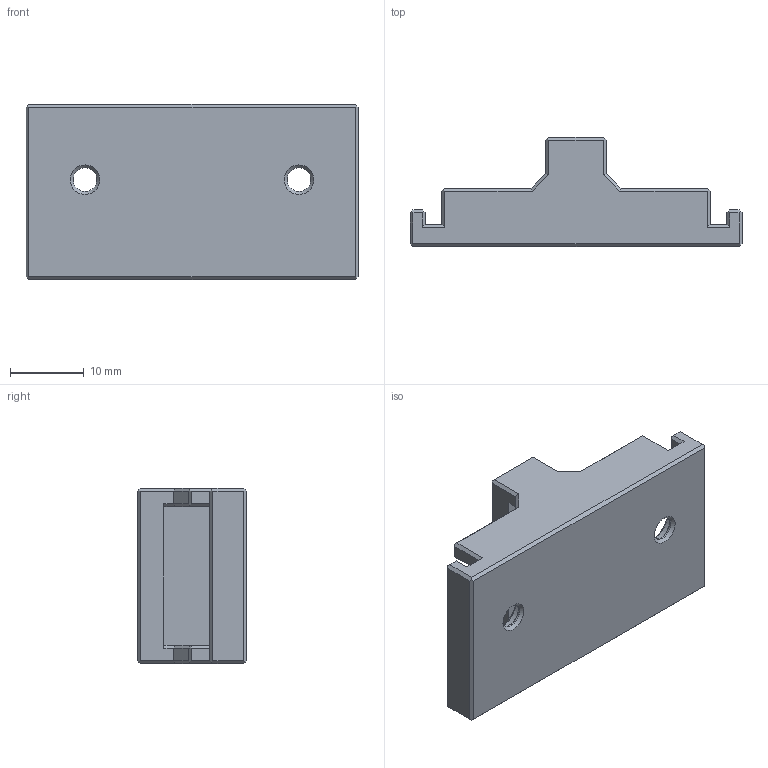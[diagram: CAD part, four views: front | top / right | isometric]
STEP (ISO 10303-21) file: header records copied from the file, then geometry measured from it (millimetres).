
FILE_DESCRIPTION(/* description */ (''),/* implementation_level */ '2;1');
FILE_NAME(/* name */ 'Wago 2x3.step',/* time_stamp */ '2025-04-11T07:12:23+02:00',/* author */ (''),/* organization */ (''),/* preprocessor_version */ 'ST-DEVELOPER v20.1',/* originating_system */ 'Autodesk Translation Framework v14.4.0.0',/* authorisation */ '');
FILE_SCHEMA (('AUTOMOTIVE_DESIGN { 1 0 10303 214 3 1 1 }'));
Length unit declared in the file: millimetre
Products named in the file (2): Wago 2x5; [a]_sub_wago_2x5
Assembly tree (1 placements, depth 2):
  Wago 2x5
    [a]_sub_wago_2x5
Bounding box: 45 x 14.85 x 23.73 mm (x, y, z)
Volume: 5606.4 mm3; surface area: 4214.8 mm2
Topology: 1 solids, 1 shells, 112 faces, 290 edges, 182 vertices
Faces by surface type: plane 102, cone 6, cylinder 4
Full cylindrical faces by diameter (mm): 3.2 x2, 6.5 x2
Entity records: 3386 total; most frequent: CARTESIAN_POINT 587, ORIENTED_EDGE 580, DIRECTION 536, EDGE_CURVE 290, LINE 274, VECTOR 274, VERTEX_POINT 182, AXIS2_PLACEMENT_3D 131
